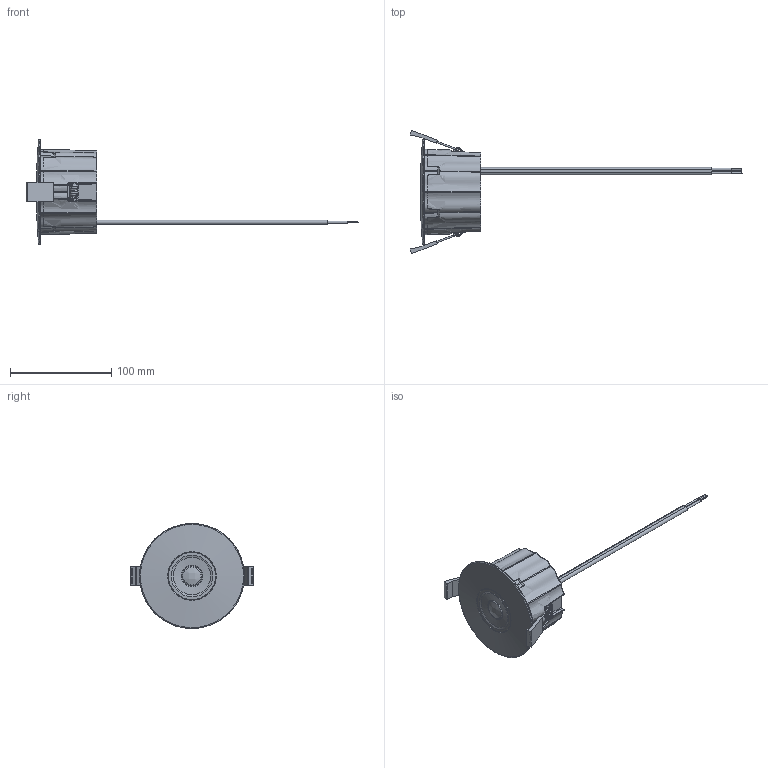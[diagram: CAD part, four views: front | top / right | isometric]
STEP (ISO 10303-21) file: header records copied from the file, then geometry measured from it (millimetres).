
FILE_DESCRIPTION (( 'STEP AP214' ), '1' );
FILE_NAME ('SP_EM_LIGHT_EU.STEP', '2024-10-31T12:21:37', ( '' ), ( '' ), 'SwSTEP 2.0', 'SolidWorks 2022', '' );
FILE_SCHEMA (( 'AUTOMOTIVE_DESIGN' ));
Length unit declared in the file: millimetre
Products named in the file (1): SP_EM_LIGHT_EU
Bounding box: 328.58 x 121.96 x 104 mm (x, y, z)
Volume: 84361.9 mm3; surface area: 90570.9 mm2
Topology: 10 solids, 10 shells, 841 faces, 2286 edges, 1451 vertices
Faces by surface type: bspline 479, plane 177, cylinder 160, torus 16, cone 9
Full cylindrical faces by diameter (mm): 1.1 x3, 1.3 x12, 2.2 x2, 19.99 x1, 22.5 x1, 26 x1, 38.1 x1
Entity records: 79206 total; most frequent: CARTESIAN_POINT 53143, ORIENTED_EDGE 4392, EDGE_CURVE 2196, DIRECTION 2082, VERTEX_POINT 1427, B_SPLINE_CURVE_WITH_KNOTS 1023, EDGE_LOOP 913, FACE_OUTER_BOUND 884
